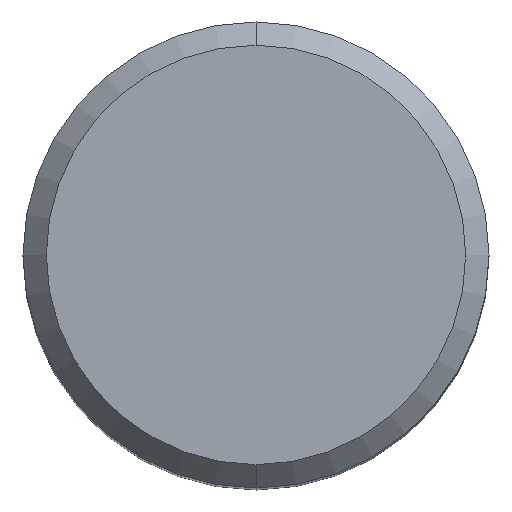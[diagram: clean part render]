
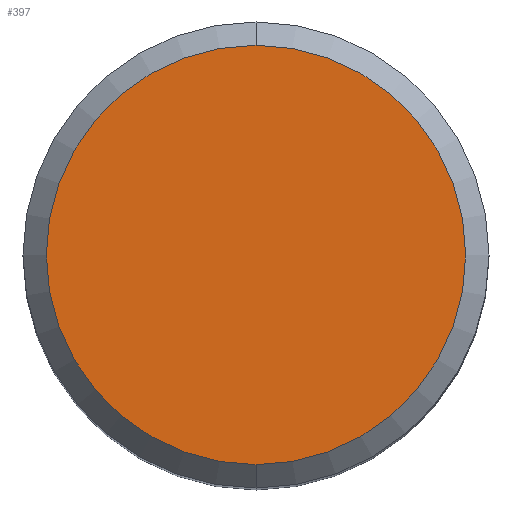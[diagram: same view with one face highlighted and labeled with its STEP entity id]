
A CAD part, top view. The second image highlights one B-rep face of the part: STEP entity #397.
In plain terms, the highlighted planar face has unit normal (0, 0, 1).
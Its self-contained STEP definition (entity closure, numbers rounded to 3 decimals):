
#239=EDGE_CURVE('',#385,#401,#554,.T.);
#279=EDGE_CURVE('',#401,#385,#600,.T.);
#385=VERTEX_POINT('',#719);
#397=ADVANCED_FACE('',(#731),#732,.T.);
#401=VERTEX_POINT('',#736);
#554=CIRCLE('',#988,9.0);
#600=CIRCLE('',#1091,9.0);
#719=CARTESIAN_POINT('',(0.0,9.0,0.));
#731=FACE_OUTER_BOUND('',#1404,.T.);
#732=PLANE('',#1405);
#736=CARTESIAN_POINT('',(0.,-9.0,0.));
#988=AXIS2_PLACEMENT_3D('',#1690,#1691,#1692);
#1091=AXIS2_PLACEMENT_3D('',#1762,#1763,#1764);
#1404=EDGE_LOOP('',(#1915,#1916));
#1405=AXIS2_PLACEMENT_3D('',#1917,#1918,#1919);
#1690=CARTESIAN_POINT('',(0.0,0.0,0.));
#1691=DIRECTION('',(0.0,0.0,-1.0));
#1692=DIRECTION('',(0.0,1.0,0.0));
#1762=CARTESIAN_POINT('',(0.0,0.0,0.));
#1763=DIRECTION('',(0.0,0.0,-1.0));
#1764=DIRECTION('',(0.0,1.0,0.0));
#1915=ORIENTED_EDGE('',*,*,#239,.F.);
#1916=ORIENTED_EDGE('',*,*,#279,.F.);
#1917=CARTESIAN_POINT('',(0.0,4.5,0.));
#1918=DIRECTION('',(-0.0,0.0,1.0));
#1919=DIRECTION('',(0.0,-1.0,0.0));
